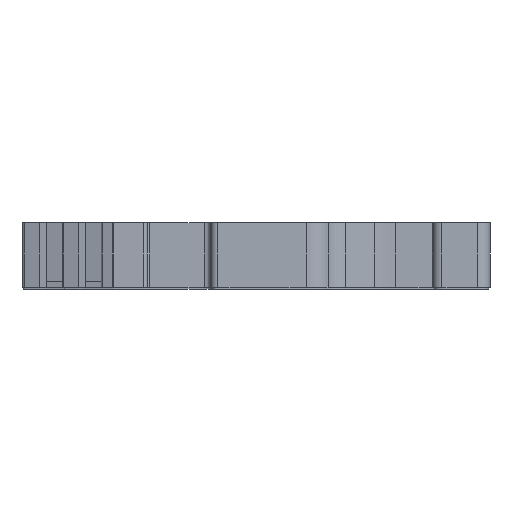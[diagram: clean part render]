
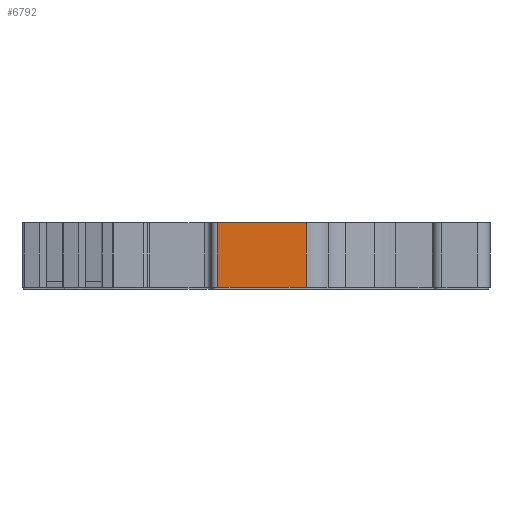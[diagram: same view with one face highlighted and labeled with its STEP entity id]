
A CAD part, left-side view. The second image highlights one B-rep face of the part: STEP entity #6792.
In plain terms, the highlighted planar face has unit normal (-1, 0, 0).
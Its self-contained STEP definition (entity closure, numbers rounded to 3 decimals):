
#500 = PLANE ( 'NONE',  #2065 ) ;
#511 = EDGE_CURVE ( 'NONE', #4749, #11863, #5428, .T. ) ;
#567 = CARTESIAN_POINT ( 'NONE',  ( -56.585, -16.511, 27.588 ) ) ;
#1165 = DIRECTION ( 'NONE',  ( 0., 1., 0. ) ) ;
#1292 = ORIENTED_EDGE ( 'NONE', *, *, #5774, .F. ) ;
#1347 = LINE ( 'NONE', #10747, #2389 ) ;
#1691 = ORIENTED_EDGE ( 'NONE', *, *, #16416, .F. ) ;
#1726 = CARTESIAN_POINT ( 'NONE',  ( -56.585, -9.646, 17.538 ) ) ;
#2065 = AXIS2_PLACEMENT_3D ( 'NONE', #9560, #16069, #4257 ) ;
#2389 = VECTOR ( 'NONE', #14559, 1000. ) ;
#2568 = EDGE_CURVE ( 'NONE', #5326, #4916, #10417, .T. ) ;
#2911 = LINE ( 'NONE', #567, #6085 ) ;
#3220 = DIRECTION ( 'NONE',  ( 0., 1., 0. ) ) ;
#3370 = LINE ( 'NONE', #6416, #16104 ) ;
#3673 = VERTEX_POINT ( 'NONE', #4282 ) ;
#4257 = DIRECTION ( 'NONE',  ( 0., 1., 0. ) ) ;
#4282 = CARTESIAN_POINT ( 'NONE',  ( -56.585, -10.796, 22.538 ) ) ;
#4315 = ORIENTED_EDGE ( 'NONE', *, *, #11728, .T. ) ;
#4650 = DIRECTION ( 'NONE',  ( 0., 0., -1. ) ) ;
#4749 = VERTEX_POINT ( 'NONE', #11121 ) ;
#4916 = VERTEX_POINT ( 'NONE', #9877 ) ;
#5326 = VERTEX_POINT ( 'NONE', #6369 ) ;
#5428 = LINE ( 'NONE', #1726, #15576 ) ;
#5774 = EDGE_CURVE ( 'NONE', #10436, #7586, #16245, .T. ) ;
#5962 = EDGE_CURVE ( 'NONE', #11863, #15288, #8741, .T. ) ;
#6085 = VECTOR ( 'NONE', #4650, 1000. ) ;
#6369 = CARTESIAN_POINT ( 'NONE',  ( -56.585, -12.896, 27.538 ) ) ;
#6416 = CARTESIAN_POINT ( 'NONE',  ( -56.585, -24.406, 27.538 ) ) ;
#6792 = ADVANCED_FACE ( 'NONE', ( #8084 ), #500, .F. ) ;
#7586 = VERTEX_POINT ( 'NONE', #11597 ) ;
#8084 = FACE_OUTER_BOUND ( 'NONE', #15976, .T. ) ;
#8741 = LINE ( 'NONE', #11226, #12789 ) ;
#8748 = VECTOR ( 'NONE', #3220, 1000. ) ;
#9358 = LINE ( 'NONE', #14691, #8748 ) ;
#9560 = CARTESIAN_POINT ( 'NONE',  ( -56.585, -16.511, 27.588 ) ) ;
#9569 = DIRECTION ( 'NONE',  ( 0., -1., 0. ) ) ;
#9877 = CARTESIAN_POINT ( 'NONE',  ( -56.585, -16.511, 27.538 ) ) ;
#10086 = DIRECTION ( 'NONE',  ( 0., -1., 0. ) ) ;
#10417 = LINE ( 'NONE', #15894, #15892 ) ;
#10436 = VERTEX_POINT ( 'NONE', #16638 ) ;
#10474 = CARTESIAN_POINT ( 'NONE',  ( -56.585, -12.296, 27.538 ) ) ;
#10747 = CARTESIAN_POINT ( 'NONE',  ( -56.585, -12.896, 22.538 ) ) ;
#10942 = DIRECTION ( 'NONE',  ( 0., 1., 0. ) ) ;
#11121 = CARTESIAN_POINT ( 'NONE',  ( -56.585, -9.646, 22.538 ) ) ;
#11226 = CARTESIAN_POINT ( 'NONE',  ( -56.585, -9.296, 27.538 ) ) ;
#11597 = CARTESIAN_POINT ( 'NONE',  ( -56.585, -12.896, 22.538 ) ) ;
#11680 = ORIENTED_EDGE ( 'NONE', *, *, #2568, .F. ) ;
#11728 = EDGE_CURVE ( 'NONE', #5326, #15288, #3370, .T. ) ;
#11863 = VERTEX_POINT ( 'NONE', #14706 ) ;
#12369 = ORIENTED_EDGE ( 'NONE', *, *, #13162, .F. ) ;
#12540 = EDGE_CURVE ( 'NONE', #3673, #4749, #9358, .T. ) ;
#12569 = ORIENTED_EDGE ( 'NONE', *, *, #12540, .F. ) ;
#12789 = VECTOR ( 'NONE', #10086, 1000. ) ;
#13162 = EDGE_CURVE ( 'NONE', #4916, #10436, #2911, .T. ) ;
#13249 = DIRECTION ( 'NONE',  ( 0., 0., 1. ) ) ;
#14559 = DIRECTION ( 'NONE',  ( 0., 1., 0. ) ) ;
#14691 = CARTESIAN_POINT ( 'NONE',  ( -56.585, -10.796, 22.538 ) ) ;
#14706 = CARTESIAN_POINT ( 'NONE',  ( -56.585, -9.646, 27.538 ) ) ;
#14914 = CARTESIAN_POINT ( 'NONE',  ( -56.585, -16.511, 22.538 ) ) ;
#15288 = VERTEX_POINT ( 'NONE', #10474 ) ;
#15413 = ORIENTED_EDGE ( 'NONE', *, *, #5962, .F. ) ;
#15511 = ORIENTED_EDGE ( 'NONE', *, *, #511, .F. ) ;
#15576 = VECTOR ( 'NONE', #13249, 1000. ) ;
#15892 = VECTOR ( 'NONE', #9569, 1000. ) ;
#15894 = CARTESIAN_POINT ( 'NONE',  ( -56.585, -16.511, 27.538 ) ) ;
#15976 = EDGE_LOOP ( 'NONE', ( #1292, #12369, #11680, #4315, #15413, #15511, #12569, #1691 ) ) ;
#16059 = VECTOR ( 'NONE', #10942, 1000. ) ;
#16069 = DIRECTION ( 'NONE',  ( 1., 0., 0. ) ) ;
#16104 = VECTOR ( 'NONE', #1165, 1000. ) ;
#16245 = LINE ( 'NONE', #14914, #16059 ) ;
#16416 = EDGE_CURVE ( 'NONE', #7586, #3673, #1347, .T. ) ;
#16638 = CARTESIAN_POINT ( 'NONE',  ( -56.585, -16.511, 22.538 ) ) ;
